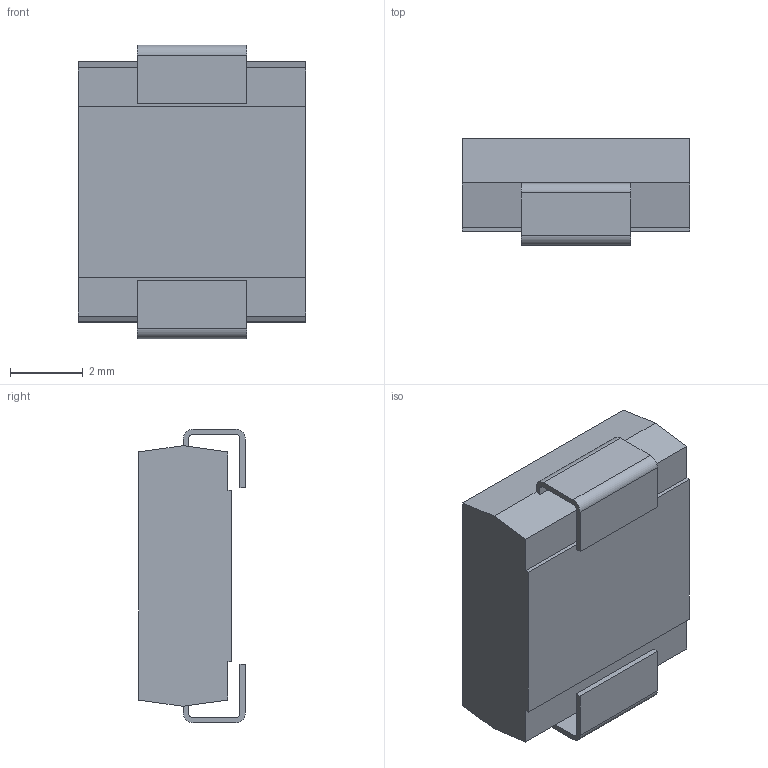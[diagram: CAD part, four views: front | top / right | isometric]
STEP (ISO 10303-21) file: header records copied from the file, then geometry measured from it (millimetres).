
FILE_DESCRIPTION (( 'STEP AP214' ), '1' );
FILE_NAME ('MBRS340FSCT-ND.STEP', '2018-01-23T16:41:10', ( '' ), ( '' ), 'SwSTEP 2.0', 'SolidWorks 2017', '' );
FILE_SCHEMA (( 'AUTOMOTIVE_DESIGN' ));
Length unit declared in the file: millimetre
Products named in the file (1): MBRS340FSCT-ND
Bounding box: 6.25 x 2.93 x 8.05 mm (x, y, z)
Volume: 112.7 mm3; surface area: 194 mm2
Topology: 1 solids, 1 shells, 45 faces, 125 edges, 82 vertices
Faces by surface type: plane 35, cylinder 10
Entity records: 1593 total; most frequent: CARTESIAN_POINT 253, ORIENTED_EDGE 250, DIRECTION 237, EDGE_CURVE 125, LINE 105, VECTOR 105, VERTEX_POINT 82, AXIS2_PLACEMENT_3D 66
